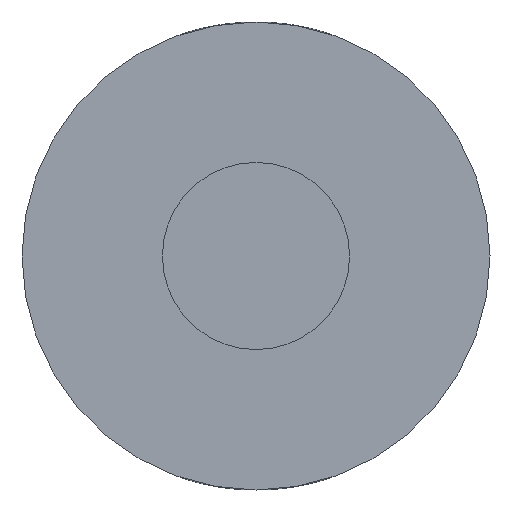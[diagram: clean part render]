
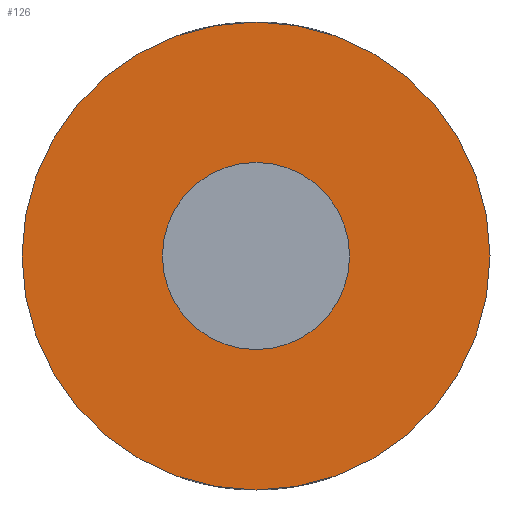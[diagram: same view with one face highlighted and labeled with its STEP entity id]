
A CAD part, front view. The second image highlights one B-rep face of the part: STEP entity #126.
In plain terms, the highlighted planar face has unit normal (0, -1, 0).
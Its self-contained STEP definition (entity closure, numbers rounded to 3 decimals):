
#21=PLANE('',#152);
#26=FACE_BOUND('',#49,.T.);
#27=CIRCLE('',#145,3.);
#30=CIRCLE('',#150,7.5);
#37=FACE_OUTER_BOUND('',#48,.T.);
#48=EDGE_LOOP('',(#114));
#49=EDGE_LOOP('',(#115));
#70=VERTEX_POINT('',#339);
#73=VERTEX_POINT('',#348);
#82=EDGE_CURVE('',#70,#70,#27,.T.);
#87=EDGE_CURVE('',#73,#73,#30,.T.);
#114=ORIENTED_EDGE('',*,*,#87,.F.);
#115=ORIENTED_EDGE('',*,*,#82,.T.);
#126=ADVANCED_FACE('',(#37,#26),#21,.F.);
#145=AXIS2_PLACEMENT_3D('',#340,#166,#167);
#150=AXIS2_PLACEMENT_3D('',#350,#178,#179);
#152=AXIS2_PLACEMENT_3D('',#352,#182,#183);
#166=DIRECTION('center_axis',(0.,1.,0.));
#167=DIRECTION('ref_axis',(1.,0.,0.));
#178=DIRECTION('center_axis',(0.,1.,0.));
#179=DIRECTION('ref_axis',(1.,0.,0.));
#182=DIRECTION('center_axis',(0.,1.,0.));
#183=DIRECTION('ref_axis',(1.,0.,0.));
#339=CARTESIAN_POINT('',(-3.,0.,0.));
#340=CARTESIAN_POINT('Origin',(0.,0.,0.));
#348=CARTESIAN_POINT('',(-7.5,0.,0.));
#350=CARTESIAN_POINT('Origin',(0.,0.,0.));
#352=CARTESIAN_POINT('Origin',(0.,0.,0.));
